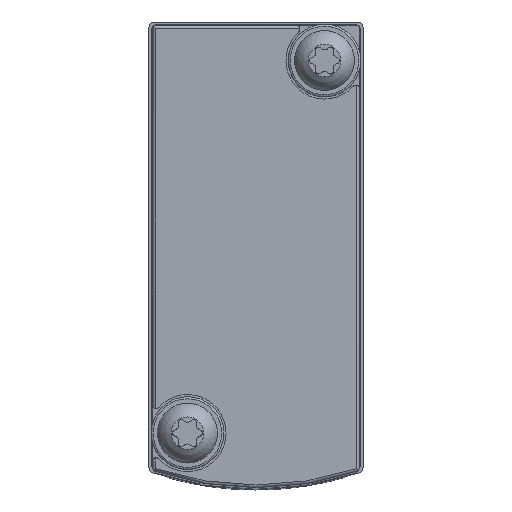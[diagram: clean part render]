
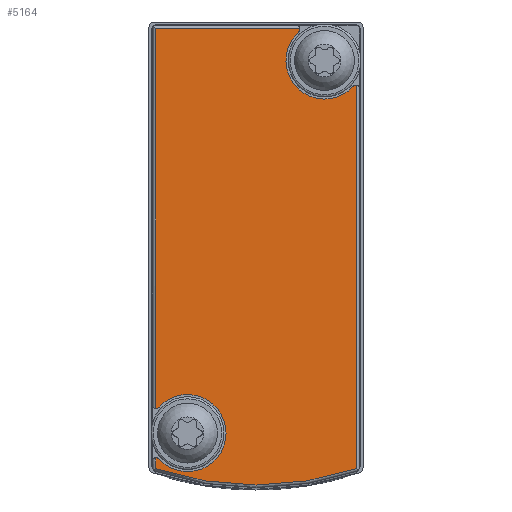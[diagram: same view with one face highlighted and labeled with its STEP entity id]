
A CAD part, front view. The second image highlights one B-rep face of the part: STEP entity #5164.
In plain terms, the highlighted planar face has unit normal (0, -1, 0).
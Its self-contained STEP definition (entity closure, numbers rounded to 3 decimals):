
#103=PLANE('',#5423);
#197=LINE('',#7202,#420);
#198=LINE('',#7211,#421);
#199=LINE('',#7215,#422);
#200=LINE('',#7223,#423);
#420=VECTOR('',#5934,1000.);
#421=VECTOR('',#5941,1000.);
#422=VECTOR('',#5944,1000.);
#423=VECTOR('',#5951,1000.);
#643=CIRCLE('',#5424,0.4);
#644=CIRCLE('',#5425,3.6);
#645=CIRCLE('',#5426,0.4);
#646=CIRCLE('',#5427,29.537);
#647=CIRCLE('',#5428,0.4);
#648=CIRCLE('',#5429,3.6);
#649=CIRCLE('',#5430,0.4);
#886=ORIENTED_EDGE('',*,*,#1904,.T.);
#887=ORIENTED_EDGE('',*,*,#1905,.F.);
#888=ORIENTED_EDGE('',*,*,#1906,.T.);
#889=ORIENTED_EDGE('',*,*,#1907,.F.);
#890=ORIENTED_EDGE('',*,*,#1908,.T.);
#891=ORIENTED_EDGE('',*,*,#1909,.T.);
#892=ORIENTED_EDGE('',*,*,#1910,.F.);
#893=ORIENTED_EDGE('',*,*,#1911,.F.);
#894=ORIENTED_EDGE('',*,*,#1912,.T.);
#895=ORIENTED_EDGE('',*,*,#1913,.F.);
#896=ORIENTED_EDGE('',*,*,#1914,.T.);
#1904=EDGE_CURVE('',#2413,#2414,#197,.F.);
#1905=EDGE_CURVE('',#2415,#2414,#643,.T.);
#1906=EDGE_CURVE('',#2415,#2416,#644,.T.);
#1907=EDGE_CURVE('',#2417,#2416,#645,.T.);
#1908=EDGE_CURVE('',#2417,#2418,#198,.F.);
#1909=EDGE_CURVE('',#2418,#2419,#646,.T.);
#1910=EDGE_CURVE('',#2420,#2419,#199,.F.);
#1911=EDGE_CURVE('',#2421,#2420,#647,.T.);
#1912=EDGE_CURVE('',#2421,#2422,#648,.T.);
#1913=EDGE_CURVE('',#2423,#2422,#649,.T.);
#1914=EDGE_CURVE('',#2423,#2413,#200,.T.);
#2413=VERTEX_POINT('',#7203);
#2414=VERTEX_POINT('',#7204);
#2415=VERTEX_POINT('',#7206);
#2416=VERTEX_POINT('',#7208);
#2417=VERTEX_POINT('',#7210);
#2418=VERTEX_POINT('',#7212);
#2419=VERTEX_POINT('',#7214);
#2420=VERTEX_POINT('',#7216);
#2421=VERTEX_POINT('',#7218);
#2422=VERTEX_POINT('',#7220);
#2423=VERTEX_POINT('',#7222);
#2814=EDGE_LOOP('',(#886,#887,#888,#889,#890,#891,#892,#893,#894,#895,#896));
#3163=FACE_BOUND('',#2814,.T.);
#5164=ADVANCED_FACE('',(#3163),#103,.F.);
#5423=AXIS2_PLACEMENT_3D('',#7201,#5932,#5933);
#5424=AXIS2_PLACEMENT_3D('',#7205,#5935,#5936);
#5425=AXIS2_PLACEMENT_3D('',#7207,#5937,#5938);
#5426=AXIS2_PLACEMENT_3D('',#7209,#5939,#5940);
#5427=AXIS2_PLACEMENT_3D('',#7213,#5942,#5943);
#5428=AXIS2_PLACEMENT_3D('',#7217,#5945,#5946);
#5429=AXIS2_PLACEMENT_3D('',#7219,#5947,#5948);
#5430=AXIS2_PLACEMENT_3D('',#7221,#5949,#5950);
#5932=DIRECTION('',(0.,1.,0.));
#5933=DIRECTION('',(0.,0.,1.));
#5934=DIRECTION('',(-1.,0.,0.));
#5935=DIRECTION('',(0.,1.,0.));
#5936=DIRECTION('',(1.,0.,0.));
#5937=DIRECTION('',(0.,1.,0.));
#5938=DIRECTION('',(1.,0.,0.));
#5939=DIRECTION('',(0.,1.,0.));
#5940=DIRECTION('',(1.,0.,0.));
#5941=DIRECTION('',(-1.,0.,0.));
#5942=DIRECTION('',(0.,-1.,0.));
#5943=DIRECTION('',(0.,0.,-1.));
#5944=DIRECTION('',(-1.,0.,0.));
#5945=DIRECTION('',(0.,1.,0.));
#5946=DIRECTION('',(1.,0.,0.));
#5947=DIRECTION('',(0.,1.,0.));
#5948=DIRECTION('',(1.,0.,0.));
#5949=DIRECTION('',(0.,1.,0.));
#5950=DIRECTION('',(1.,0.,0.));
#5951=DIRECTION('',(0.,0.,-1.));
#7201=CARTESIAN_POINT('',(-20.25,-13.2,-9.25));
#7202=CARTESIAN_POINT('',(25.,-13.2,-9.387));
#7203=CARTESIAN_POINT('',(-20.387,-13.2,-9.387));
#7204=CARTESIAN_POINT('',(15.097,-13.2,-9.387));
#7205=CARTESIAN_POINT('',(14.699,-13.2,-9.35));
#7206=CARTESIAN_POINT('',(14.969,-13.2,-9.055));
#7207=CARTESIAN_POINT('',(17.4,-13.2,-6.4));
#7208=CARTESIAN_POINT('',(19.831,-13.2,-9.055));
#7209=CARTESIAN_POINT('',(20.101,-13.2,-9.35));
#7210=CARTESIAN_POINT('',(19.703,-13.2,-9.387));
#7211=CARTESIAN_POINT('',(25.,-13.2,-9.387));
#7212=CARTESIAN_POINT('',(20.722,-13.2,-9.387));
#7213=CARTESIAN_POINT('',(-7.284,-13.2,0.));
#7214=CARTESIAN_POINT('',(20.722,-13.2,9.387));
#7215=CARTESIAN_POINT('',(25.,-13.2,9.387));
#7216=CARTESIAN_POINT('',(-15.097,-13.2,9.387));
#7217=CARTESIAN_POINT('',(-14.699,-13.2,9.35));
#7218=CARTESIAN_POINT('',(-14.969,-13.2,9.055));
#7219=CARTESIAN_POINT('',(-17.4,-13.2,6.4));
#7220=CARTESIAN_POINT('',(-20.055,-13.2,3.969));
#7221=CARTESIAN_POINT('',(-20.35,-13.2,3.699));
#7222=CARTESIAN_POINT('',(-20.387,-13.2,4.097));
#7223=CARTESIAN_POINT('',(-20.387,-13.2,10.));
